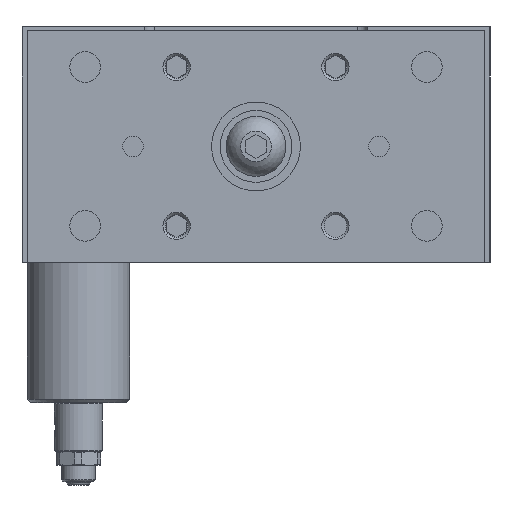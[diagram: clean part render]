
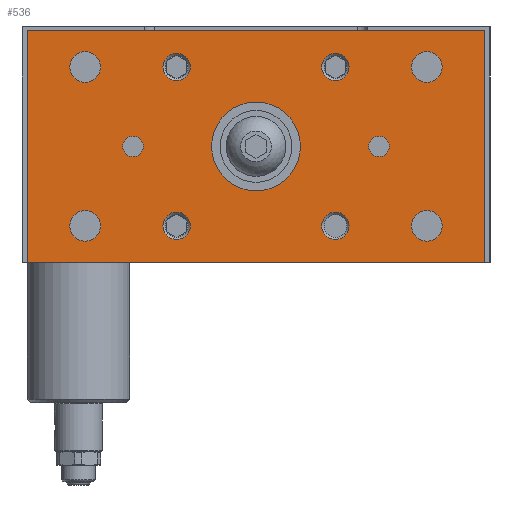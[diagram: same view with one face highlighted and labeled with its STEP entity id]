
A CAD part, left-side view. The second image highlights one B-rep face of the part: STEP entity #536.
In plain terms, the highlighted planar face has unit normal (-1, 0, 0).
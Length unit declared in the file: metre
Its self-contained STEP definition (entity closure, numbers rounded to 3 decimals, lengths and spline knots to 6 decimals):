
#536 = ADVANCED_FACE( '', ( #1519, #1520, #1521, #1522, #1523, #1524, #1525, #1526, #1527, #1528, #1529, #1530 ), #1531, .T. );
#1519 = FACE_OUTER_BOUND( '', #3265, .T. );
#1520 = FACE_BOUND( '', #3266, .T. );
#1521 = FACE_BOUND( '', #3267, .T. );
#1522 = FACE_BOUND( '', #3268, .T. );
#1523 = FACE_BOUND( '', #3269, .T. );
#1524 = FACE_BOUND( '', #3270, .T. );
#1525 = FACE_BOUND( '', #3271, .T. );
#1526 = FACE_BOUND( '', #3272, .T. );
#1527 = FACE_BOUND( '', #3273, .T. );
#1528 = FACE_BOUND( '', #3274, .T. );
#1529 = FACE_BOUND( '', #3275, .T. );
#1530 = FACE_BOUND( '', #3276, .T. );
#1531 = PLANE( '', #3277 );
#3265 = EDGE_LOOP( '', ( #5058, #5059, #5060, #5061 ) );
#3266 = EDGE_LOOP( '', ( #5062 ) );
#3267 = EDGE_LOOP( '', ( #5063 ) );
#3268 = EDGE_LOOP( '', ( #5064 ) );
#3269 = EDGE_LOOP( '', ( #5065 ) );
#3270 = EDGE_LOOP( '', ( #5066 ) );
#3271 = EDGE_LOOP( '', ( #5067 ) );
#3272 = EDGE_LOOP( '', ( #5068 ) );
#3273 = EDGE_LOOP( '', ( #5069 ) );
#3274 = EDGE_LOOP( '', ( #5070 ) );
#3275 = EDGE_LOOP( '', ( #5071 ) );
#3276 = EDGE_LOOP( '', ( #5072 ) );
#3277 = AXIS2_PLACEMENT_3D( '', #5073, #5074, #5075 );
#5058 = ORIENTED_EDGE( '', *, *, #8471, .T. );
#5059 = ORIENTED_EDGE( '', *, *, #8472, .T. );
#5060 = ORIENTED_EDGE( '', *, *, #8473, .T. );
#5061 = ORIENTED_EDGE( '', *, *, #8474, .T. );
#5062 = ORIENTED_EDGE( '', *, *, #8475, .T. );
#5063 = ORIENTED_EDGE( '', *, *, #8476, .F. );
#5064 = ORIENTED_EDGE( '', *, *, #8477, .F. );
#5065 = ORIENTED_EDGE( '', *, *, #8478, .T. );
#5066 = ORIENTED_EDGE( '', *, *, #8479, .T. );
#5067 = ORIENTED_EDGE( '', *, *, #8480, .F. );
#5068 = ORIENTED_EDGE( '', *, *, #8481, .T. );
#5069 = ORIENTED_EDGE( '', *, *, #8482, .F. );
#5070 = ORIENTED_EDGE( '', *, *, #8483, .F. );
#5071 = ORIENTED_EDGE( '', *, *, #8484, .T. );
#5072 = ORIENTED_EDGE( '', *, *, #8485, .T. );
#5073 = CARTESIAN_POINT( '', ( -0.027, -0.067, -0.001 ) );
#5074 = DIRECTION( '', ( -1., 0., 0. ) );
#5075 = DIRECTION( '', ( 0., 0., 1. ) );
#8471 = EDGE_CURVE( '', #9798, #9799, #9800, .T. );
#8472 = EDGE_CURVE( '', #9799, #9801, #9802, .T. );
#8473 = EDGE_CURVE( '', #9801, #9803, #9804, .T. );
#8474 = EDGE_CURVE( '', #9803, #9798, #9805, .T. );
#8475 = EDGE_CURVE( '', #9806, #9806, #9807, .T. );
#8476 = EDGE_CURVE( '', #9808, #9808, #9809, .T. );
#8477 = EDGE_CURVE( '', #9810, #9810, #9811, .T. );
#8478 = EDGE_CURVE( '', #9812, #9812, #9813, .T. );
#8479 = EDGE_CURVE( '', #9814, #9814, #9815, .T. );
#8480 = EDGE_CURVE( '', #9816, #9816, #9817, .T. );
#8481 = EDGE_CURVE( '', #9818, #9818, #9819, .T. );
#8482 = EDGE_CURVE( '', #9820, #9820, #9821, .T. );
#8483 = EDGE_CURVE( '', #9822, #9822, #9823, .T. );
#8484 = EDGE_CURVE( '', #9824, #9824, #9825, .T. );
#8485 = EDGE_CURVE( '', #9826, #9826, #9827, .T. );
#9798 = VERTEX_POINT( '', #11703 );
#9799 = VERTEX_POINT( '', #11704 );
#9800 = LINE( '', #11705, #11706 );
#9801 = VERTEX_POINT( '', #11707 );
#9802 = LINE( '', #11708, #11709 );
#9803 = VERTEX_POINT( '', #11710 );
#9804 = LINE( '', #11711, #11712 );
#9805 = LINE( '', #11713, #11714 );
#9806 = VERTEX_POINT( '', #11715 );
#9807 = CIRCLE( '', #11716, 0.0045 );
#9808 = VERTEX_POINT( '', #11717 );
#9809 = CIRCLE( '', #11718, 0.0045 );
#9810 = VERTEX_POINT( '', #11719 );
#9811 = CIRCLE( '', #11720, 0.0045 );
#9812 = VERTEX_POINT( '', #11721 );
#9813 = CIRCLE( '', #11722, 0.0045 );
#9814 = VERTEX_POINT( '', #11723 );
#9815 = CIRCLE( '', #11724, 0.003 );
#9816 = VERTEX_POINT( '', #11725 );
#9817 = CIRCLE( '', #11726, 0.003 );
#9818 = VERTEX_POINT( '', #11727 );
#9819 = CIRCLE( '', #11728, 0.004 );
#9820 = VERTEX_POINT( '', #11729 );
#9821 = CIRCLE( '', #11730, 0.004 );
#9822 = VERTEX_POINT( '', #11731 );
#9823 = CIRCLE( '', #11732, 0.004 );
#9824 = VERTEX_POINT( '', #11733 );
#9825 = CIRCLE( '', #11734, 0.004 );
#9826 = VERTEX_POINT( '', #11735 );
#9827 = CIRCLE( '', #11736, 0.013 );
#11703 = CARTESIAN_POINT( '', ( -0.027, -0.067, -0.069 ) );
#11704 = CARTESIAN_POINT( '', ( -0.027, -0.067, -0.001 ) );
#11705 = CARTESIAN_POINT( '', ( -0.027, -0.067, -0.069 ) );
#11706 = VECTOR( '', #14819, 1. );
#11707 = CARTESIAN_POINT( '', ( -0.027, 0.067, -0.001 ) );
#11708 = CARTESIAN_POINT( '', ( -0.027, -0.067, -0.001 ) );
#11709 = VECTOR( '', #14820, 1. );
#11710 = CARTESIAN_POINT( '', ( -0.027, 0.067, -0.069 ) );
#11711 = CARTESIAN_POINT( '', ( -0.027, 0.067, -0.001 ) );
#11712 = VECTOR( '', #14821, 1. );
#11713 = CARTESIAN_POINT( '', ( -0.027, 0.067, -0.069 ) );
#11714 = VECTOR( '', #14822, 1. );
#11715 = CARTESIAN_POINT( '', ( -0.027, 0.0455, -0.01175 ) );
#11716 = AXIS2_PLACEMENT_3D( '', #14823, #14824, #14825 );
#11717 = CARTESIAN_POINT( '', ( -0.027, -0.0455, -0.01175 ) );
#11718 = AXIS2_PLACEMENT_3D( '', #14826, #14827, #14828 );
#11719 = CARTESIAN_POINT( '', ( -0.027, 0.0455, -0.05825 ) );
#11720 = AXIS2_PLACEMENT_3D( '', #14829, #14830, #14831 );
#11721 = CARTESIAN_POINT( '', ( -0.027, -0.0455, -0.05825 ) );
#11722 = AXIS2_PLACEMENT_3D( '', #14832, #14833, #14834 );
#11723 = CARTESIAN_POINT( '', ( -0.027, 0.039, -0.035 ) );
#11724 = AXIS2_PLACEMENT_3D( '', #14835, #14836, #14837 );
#11725 = CARTESIAN_POINT( '', ( -0.027, -0.039, -0.035 ) );
#11726 = AXIS2_PLACEMENT_3D( '', #14838, #14839, #14840 );
#11727 = CARTESIAN_POINT( '', ( -0.027, 0.02725, -0.01175 ) );
#11728 = AXIS2_PLACEMENT_3D( '', #14841, #14842, #14843 );
#11729 = CARTESIAN_POINT( '', ( -0.027, -0.02725, -0.01175 ) );
#11730 = AXIS2_PLACEMENT_3D( '', #14844, #14845, #14846 );
#11731 = CARTESIAN_POINT( '', ( -0.027, 0.02725, -0.05825 ) );
#11732 = AXIS2_PLACEMENT_3D( '', #14847, #14848, #14849 );
#11733 = CARTESIAN_POINT( '', ( -0.027, -0.02725, -0.05825 ) );
#11734 = AXIS2_PLACEMENT_3D( '', #14850, #14851, #14852 );
#11735 = CARTESIAN_POINT( '', ( -0.027, 0.013, -0.035 ) );
#11736 = AXIS2_PLACEMENT_3D( '', #14853, #14854, #14855 );
#14819 = DIRECTION( '', ( 0., 0., 1. ) );
#14820 = DIRECTION( '', ( 0., 1., 0. ) );
#14821 = DIRECTION( '', ( 0., 0., -1. ) );
#14822 = DIRECTION( '', ( 0., -1., 0. ) );
#14823 = CARTESIAN_POINT( '', ( -0.027, 0.05, -0.01175 ) );
#14824 = DIRECTION( '', ( 1., 0., 0. ) );
#14825 = DIRECTION( '', ( 0., -1., 0. ) );
#14826 = CARTESIAN_POINT( '', ( -0.027, -0.05, -0.01175 ) );
#14827 = DIRECTION( '', ( -1., 0., 0. ) );
#14828 = DIRECTION( '', ( 0., 1., 0. ) );
#14829 = CARTESIAN_POINT( '', ( -0.027, 0.05, -0.05825 ) );
#14830 = DIRECTION( '', ( -1., 0., 0. ) );
#14831 = DIRECTION( '', ( 0., -1., 0. ) );
#14832 = CARTESIAN_POINT( '', ( -0.027, -0.05, -0.05825 ) );
#14833 = DIRECTION( '', ( 1., 0., 0. ) );
#14834 = DIRECTION( '', ( 0., 1., 0. ) );
#14835 = CARTESIAN_POINT( '', ( -0.027, 0.036, -0.035 ) );
#14836 = DIRECTION( '', ( 1., 0., 0. ) );
#14837 = DIRECTION( '', ( 0., 1., 0. ) );
#14838 = CARTESIAN_POINT( '', ( -0.027, -0.036, -0.035 ) );
#14839 = DIRECTION( '', ( -1., 0., 0. ) );
#14840 = DIRECTION( '', ( 0., -1., 0. ) );
#14841 = CARTESIAN_POINT( '', ( -0.027, 0.02325, -0.01175 ) );
#14842 = DIRECTION( '', ( 1., 0., 0. ) );
#14843 = DIRECTION( '', ( 0., 1., 0. ) );
#14844 = CARTESIAN_POINT( '', ( -0.027, -0.02325, -0.01175 ) );
#14845 = DIRECTION( '', ( -1., 0., 0. ) );
#14846 = DIRECTION( '', ( 0., -1., 0. ) );
#14847 = CARTESIAN_POINT( '', ( -0.027, 0.02325, -0.05825 ) );
#14848 = DIRECTION( '', ( -1., 0., 0. ) );
#14849 = DIRECTION( '', ( 0., 1., 0. ) );
#14850 = CARTESIAN_POINT( '', ( -0.027, -0.02325, -0.05825 ) );
#14851 = DIRECTION( '', ( 1., 0., 0. ) );
#14852 = DIRECTION( '', ( 0., -1., 0. ) );
#14853 = CARTESIAN_POINT( '', ( -0.027, 0., -0.035 ) );
#14854 = DIRECTION( '', ( 1., 0., 0. ) );
#14855 = DIRECTION( '', ( 0., 1., 0. ) );
